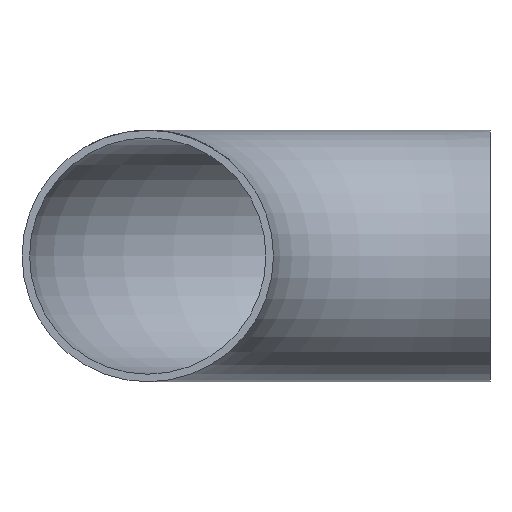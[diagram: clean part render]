
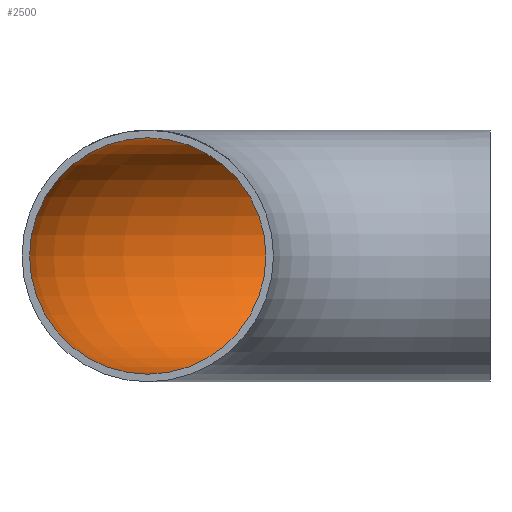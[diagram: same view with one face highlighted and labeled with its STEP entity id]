
A CAD part, front view. The second image highlights one B-rep face of the part: STEP entity #2500.
In plain terms, the highlighted toroidal (fillet/blend) face has major radius 181 mm and minor radius 62.5 mm.
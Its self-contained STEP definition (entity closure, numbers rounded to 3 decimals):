
#112 = FACE_OUTER_BOUND ( 'NONE', #6247, .T. ) ;
#519 = DIRECTION ( 'NONE',  ( -1., 0., 0. ) ) ;
#521 = TOROIDAL_SURFACE ( 'NONE', #3053, 181., 62.5 ) ;
#957 = AXIS2_PLACEMENT_3D ( 'NONE', #3934, #2718, #7282 ) ;
#1045 = CIRCLE ( 'NONE', #8419, 62.5 ) ;
#1634 = FACE_OUTER_BOUND ( 'NONE', #4056, .T. ) ;
#1915 = CARTESIAN_POINT ( 'NONE',  ( -181., 0., 62.5 ) ) ;
#2500 = ADVANCED_FACE ( 'NONE', ( #1634, #112 ), #521, .F. ) ;
#2718 = DIRECTION ( 'NONE',  ( 1., 0., 0. ) ) ;
#2971 = CIRCLE ( 'NONE', #957, 62.5 ) ;
#2980 = VERTEX_POINT ( 'NONE', #7012 ) ;
#3018 = CARTESIAN_POINT ( 'NONE',  ( -181., 0., 0. ) ) ;
#3053 = AXIS2_PLACEMENT_3D ( 'NONE', #4922, #6354, #519 ) ;
#3934 = CARTESIAN_POINT ( 'NONE',  ( 0., 181., 0. ) ) ;
#4056 = EDGE_LOOP ( 'NONE', ( #7659 ) ) ;
#4806 = EDGE_CURVE ( 'NONE', #2980, #2980, #2971, .T. ) ;
#4903 = DIRECTION ( 'NONE',  ( 0., 0., 1. ) ) ;
#4922 = CARTESIAN_POINT ( 'NONE',  ( 0., 0., 0. ) ) ;
#6247 = EDGE_LOOP ( 'NONE', ( #6791 ) ) ;
#6354 = DIRECTION ( 'NONE',  ( 0., 0., -1. ) ) ;
#6791 = ORIENTED_EDGE ( 'NONE', *, *, #8365, .F. ) ;
#7012 = CARTESIAN_POINT ( 'NONE',  ( 0., 243.5, 0. ) ) ;
#7282 = DIRECTION ( 'NONE',  ( 0., 1., 0. ) ) ;
#7659 = ORIENTED_EDGE ( 'NONE', *, *, #4806, .T. ) ;
#7776 = VERTEX_POINT ( 'NONE', #1915 ) ;
#8289 = DIRECTION ( 'NONE',  ( 0., 1., 0. ) ) ;
#8365 = EDGE_CURVE ( 'NONE', #7776, #7776, #1045, .T. ) ;
#8419 = AXIS2_PLACEMENT_3D ( 'NONE', #3018, #8289, #4903 ) ;
